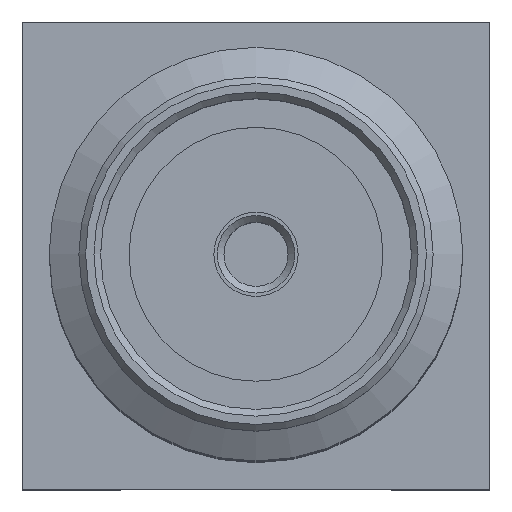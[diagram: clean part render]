
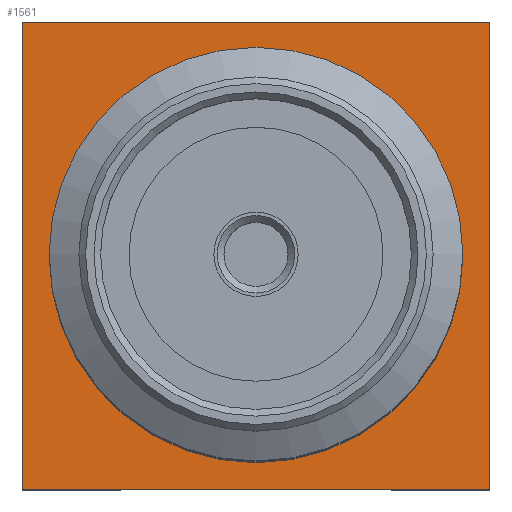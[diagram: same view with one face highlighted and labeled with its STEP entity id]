
A CAD part, top view. The second image highlights one B-rep face of the part: STEP entity #1561.
In plain terms, the highlighted planar face has unit normal (0, 0, 1).
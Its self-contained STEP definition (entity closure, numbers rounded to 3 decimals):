
#35=DIRECTION('',(0.,0.,-1.));
#36=DIRECTION('',(1.,0.,0.));
#1548=VERTEX_POINT('',#1549);
#1549=CARTESIAN_POINT('',(3.095,0.,1.58));
#1554=ORIENTED_EDGE('',*,*,#1555,.F.);
#1555=EDGE_CURVE('',#1548,#1548,#1556,.T.);
#1556=CIRCLE('',#1557,3.095);
#1557=AXIS2_PLACEMENT_3D('',#1558,#35,#36);
#1558=CARTESIAN_POINT('',(0.,0.,1.58));
#1561=ADVANCED_FACE('',(#1562,#1591),#1593,.F.);
#1562=FACE_BOUND('',#1563,.F.);
#1563=EDGE_LOOP('',(#1564,#1572,#1579,#1586));
#1564=ORIENTED_EDGE('',*,*,#1565,.T.);
#1565=EDGE_CURVE('',#1566,#1568,#1570,.T.);
#1566=VERTEX_POINT('',#1567);
#1567=CARTESIAN_POINT('',(-3.5,3.5,1.58));
#1568=VERTEX_POINT('',#1569);
#1569=CARTESIAN_POINT('',(3.5,3.5,1.58));
#1570=LINE('',#1567,#1571);
#1571=VECTOR('',#36,1.);
#1572=ORIENTED_EDGE('',*,*,#1573,.T.);
#1573=EDGE_CURVE('',#1568,#1574,#1576,.T.);
#1574=VERTEX_POINT('',#1575);
#1575=CARTESIAN_POINT('',(3.5,-3.5,1.58));
#1576=LINE('',#1569,#1577);
#1577=VECTOR('',#1578,1.);
#1578=DIRECTION('',(0.,-1.,0.));
#1579=ORIENTED_EDGE('',*,*,#1580,.T.);
#1580=EDGE_CURVE('',#1574,#1581,#1583,.T.);
#1581=VERTEX_POINT('',#1582);
#1582=CARTESIAN_POINT('',(-3.5,-3.5,1.58));
#1583=LINE('',#1575,#1584);
#1584=VECTOR('',#1585,1.);
#1585=DIRECTION('',(-1.,0.,0.));
#1586=ORIENTED_EDGE('',*,*,#1587,.T.);
#1587=EDGE_CURVE('',#1581,#1566,#1588,.T.);
#1588=LINE('',#1582,#1589);
#1589=VECTOR('',#1590,1.);
#1590=DIRECTION('',(0.,1.,0.));
#1591=FACE_BOUND('',#1592,.F.);
#1592=EDGE_LOOP('',(#1554));
#1593=PLANE('',#1594);
#1594=AXIS2_PLACEMENT_3D('',#1595,#1596,#1585);
#1595=CARTESIAN_POINT('',(0.,0.,1.58));
#1596=DIRECTION('',(-0.,-0.,-1.));
